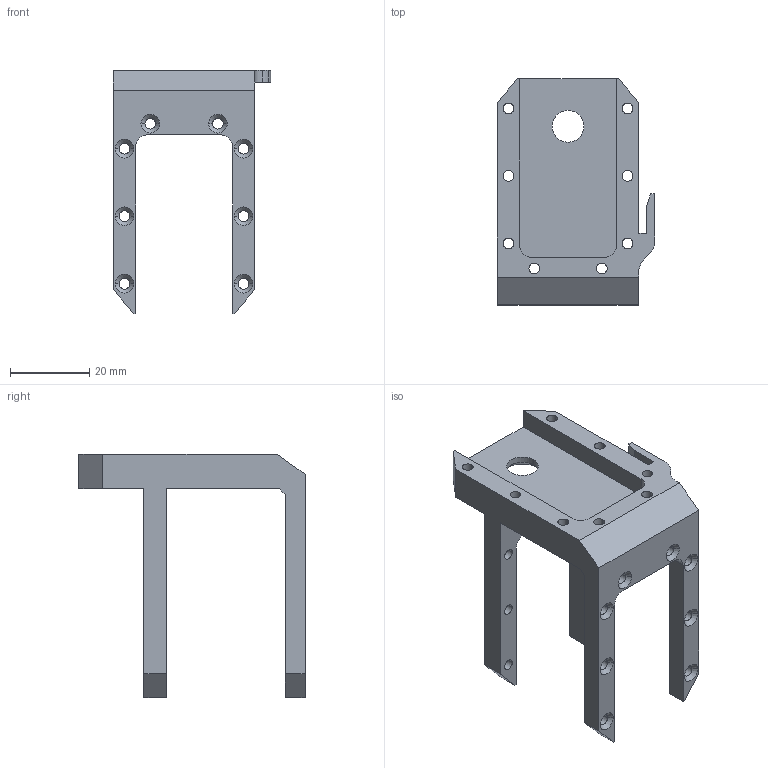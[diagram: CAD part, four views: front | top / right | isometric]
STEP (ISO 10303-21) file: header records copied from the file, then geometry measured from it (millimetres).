
FILE_DESCRIPTION (( 'STEP AP203' ), '1' );
FILE_NAME ('Holder-thing.step_Default_sldprt.STEP', '2020-11-16T09:31:32', ( '' ), ( '' ), 'SwSTEP 2.0', 'SolidWorks 2020', '' );
FILE_SCHEMA (( 'CONFIG_CONTROL_DESIGN' ));
Length unit declared in the file: metre
Products named in the file (1): Holder-thing.step_Default_sldprt
Bounding box: 39.6 x 57 x 61.2 mm (x, y, z)
Volume: 17947.3 mm3; surface area: 11830.6 mm2
Topology: 1 solids, 1 shells, 139 faces, 378 edges, 238 vertices
Faces by surface type: cylinder 59, cone 42, plane 38
Entity records: 4573 total; most frequent: DIRECTION 818, CARTESIAN_POINT 762, ORIENTED_EDGE 756, EDGE_CURVE 378, AXIS2_PLACEMENT_3D 303, VERTEX_POINT 238, LINE 212, VECTOR 212
